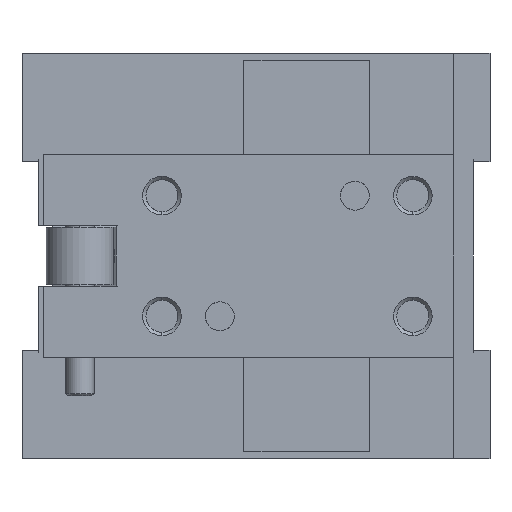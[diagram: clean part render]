
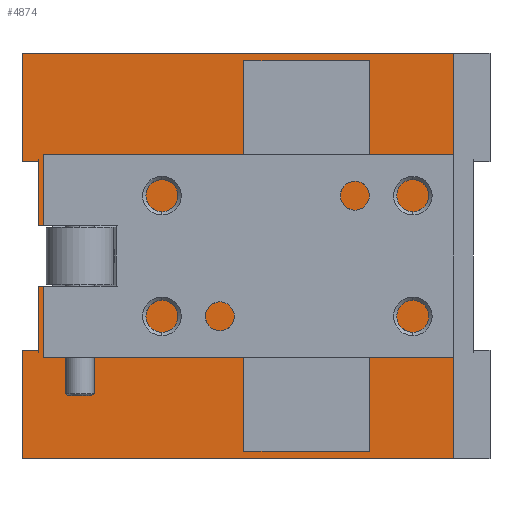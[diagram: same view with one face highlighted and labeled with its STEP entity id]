
A CAD part, left-side view. The second image highlights one B-rep face of the part: STEP entity #4874.
In plain terms, the highlighted planar face has unit normal (-1, 0, 0).
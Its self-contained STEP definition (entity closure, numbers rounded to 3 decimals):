
#1876 = VERTEX_POINT( '', #5496 );
#2102 = EDGE_CURVE( '', #3510, #5268, #5748, .T. );
#2342 = EDGE_CURVE( '', #5090, #2564, #6012, .T. );
#2506 = VERTEX_POINT( '', #6190 );
#2564 = VERTEX_POINT( '', #6256 );
#2582 = EDGE_CURVE( '', #4220, #4736, #6276, .T. );
#2600 = VERTEX_POINT( '', #6298 );
#2800 = VERTEX_POINT( '', #6529 );
#2898 = EDGE_CURVE( '', #3510, #4254, #6645, .T. );
#3150 = EDGE_CURVE( '', #4564, #3554, #6925, .T. );
#3170 = VERTEX_POINT( '', #6946 );
#3282 = EDGE_CURVE( '', #2600, #3734, #7076, .T. );
#3510 = VERTEX_POINT( '', #7329 );
#3520 = EDGE_CURVE( '', #4220, #4564, #7340, .T. );
#3554 = VERTEX_POINT( '', #7375 );
#3734 = VERTEX_POINT( '', #7576 );
#3968 = EDGE_CURVE( '', #4842, #2506, #7824, .T. );
#3972 = VERTEX_POINT( '', #7828 );
#4080 = EDGE_CURVE( '', #4842, #1876, #7945, .T. );
#4220 = VERTEX_POINT( '', #8104 );
#4248 = EDGE_CURVE( '', #3972, #1876, #8134, .T. );
#4254 = VERTEX_POINT( '', #8140 );
#4274 = EDGE_CURVE( '', #2800, #2600, #8160, .T. );
#4312 = EDGE_CURVE( '', #5268, #4640, #8203, .T. );
#4482 = EDGE_CURVE( '', #4736, #3554, #8397, .T. );
#4500 = VERTEX_POINT( '', #8418 );
#4538 = EDGE_CURVE( '', #2564, #3170, #8460, .T. );
#4564 = VERTEX_POINT( '', #8489 );
#4640 = VERTEX_POINT( '', #8574 );
#4736 = VERTEX_POINT( '', #8684 );
#4828 = EDGE_CURVE( '', #2506, #2800, #8790, .T. );
#4842 = VERTEX_POINT( '', #8804 );
#4874 = ADVANCED_FACE( '', ( #8837, #8838, #8839 ), #8840, .T. );
#4930 = EDGE_CURVE( '', #4254, #4640, #8905, .T. );
#4944 = EDGE_CURVE( '', #5214, #3972, #8919, .T. );
#5090 = VERTEX_POINT( '', #9090 );
#5214 = VERTEX_POINT( '', #9227 );
#5220 = EDGE_CURVE( '', #4500, #5090, #9233, .T. );
#5236 = EDGE_CURVE( '', #3734, #4500, #9251, .T. );
#5268 = VERTEX_POINT( '', #9285 );
#5308 = EDGE_CURVE( '', #3170, #5214, #9329, .T. );
#5496 = CARTESIAN_POINT( '', ( -32., 7.51, 42. ) );
#5748 = LINE( '', #9889, #9890 );
#6012 = LINE( '', #10254, #10255 );
#6190 = CARTESIAN_POINT( '', ( -32., 97., 19.551 ) );
#6256 = CARTESIAN_POINT( '', ( -32., 93.5, -19.551 ) );
#6276 = LINE( '', #10631, #10632 );
#6298 = CARTESIAN_POINT( '', ( -32., 93.5, 6.25 ) );
#6529 = CARTESIAN_POINT( '', ( -32., 93.5, 19.551 ) );
#6645 = LINE( '', #11177, #11178 );
#6925 = LINE( '', #11598, #11599 );
#6946 = CARTESIAN_POINT( '', ( -32., 97., -19.551 ) );
#7076 = LINE( '', #11794, #11795 );
#7329 = CARTESIAN_POINT( '', ( -32., 25., 40.5 ) );
#7340 = LINE( '', #12143, #12144 );
#7375 = CARTESIAN_POINT( '', ( -32., 51., -40.5 ) );
#7576 = CARTESIAN_POINT( '', ( -32., 57., 6.25 ) );
#7824 = LINE( '', #12893, #12894 );
#7828 = CARTESIAN_POINT( '', ( -32., 7.51, -42. ) );
#7945 = LINE( '', #13077, #13078 );
#8104 = CARTESIAN_POINT( '', ( -32., 25., -21. ) );
#8134 = LINE( '', #13330, #13331 );
#8140 = CARTESIAN_POINT( '', ( -32., 51., 40.5 ) );
#8160 = LINE( '', #13365, #13366 );
#8203 = LINE( '', #13424, #13425 );
#8397 = LINE( '', #13678, #13679 );
#8418 = CARTESIAN_POINT( '', ( -32., 57., -6.25 ) );
#8460 = LINE( '', #13780, #13781 );
#8489 = CARTESIAN_POINT( '', ( -32., 51., -21. ) );
#8574 = CARTESIAN_POINT( '', ( -32., 51., 21. ) );
#8684 = CARTESIAN_POINT( '', ( -32., 25., -40.5 ) );
#8790 = LINE( '', #14224, #14225 );
#8804 = CARTESIAN_POINT( '', ( -32., 97., 42. ) );
#8837 = FACE_OUTER_BOUND( '', #14292, .T. );
#8838 = FACE_BOUND( '', #14293, .T. );
#8839 = FACE_BOUND( '', #14294, .T. );
#8840 = PLANE( '', #14295 );
#8905 = LINE( '', #14376, #14377 );
#8919 = LINE( '', #14398, #14399 );
#9090 = CARTESIAN_POINT( '', ( -32., 93.5, -6.25 ) );
#9227 = CARTESIAN_POINT( '', ( -32., 97., -42. ) );
#9233 = LINE( '', #14851, #14852 );
#9251 = LINE( '', #14874, #14875 );
#9285 = CARTESIAN_POINT( '', ( -32., 25., 21. ) );
#9329 = LINE( '', #14991, #14992 );
#9889 = CARTESIAN_POINT( '', ( -32., 25., 42. ) );
#9890 = VECTOR( '', #15515, 1. );
#10254 = CARTESIAN_POINT( '', ( -32., 93.5, 21. ) );
#10255 = VECTOR( '', #15819, 1. );
#10631 = CARTESIAN_POINT( '', ( -32., 25., 42. ) );
#10632 = VECTOR( '', #16091, 1. );
#11177 = CARTESIAN_POINT( '', ( -32., 0., 40.5 ) );
#11178 = VECTOR( '', #16583, 1. );
#11598 = CARTESIAN_POINT( '', ( -32., 51., 42. ) );
#11599 = VECTOR( '', #16919, 1. );
#11794 = CARTESIAN_POINT( '', ( -32., 61., 6.25 ) );
#11795 = VECTOR( '', #17115, 1. );
#12143 = CARTESIAN_POINT( '', ( -32., 0., -21. ) );
#12144 = VECTOR( '', #17431, 1. );
#12893 = CARTESIAN_POINT( '', ( -32., 97., 42. ) );
#12894 = VECTOR( '', #17948, 1. );
#13077 = CARTESIAN_POINT( '', ( -32., 97., 42. ) );
#13078 = VECTOR( '', #18074, 1. );
#13330 = CARTESIAN_POINT( '', ( -32., 7.51, 21. ) );
#13331 = VECTOR( '', #18279, 1. );
#13365 = CARTESIAN_POINT( '', ( -32., 93.5, 21. ) );
#13366 = VECTOR( '', #18291, 1. );
#13424 = CARTESIAN_POINT( '', ( -32., 0., 21. ) );
#13425 = VECTOR( '', #18353, 1. );
#13678 = CARTESIAN_POINT( '', ( -32., 0., -40.5 ) );
#13679 = VECTOR( '', #18581, 1. );
#13780 = CARTESIAN_POINT( '', ( -32., 95.25, -19.551 ) );
#13781 = VECTOR( '', #18668, 1. );
#14224 = CARTESIAN_POINT( '', ( -32., 95.25, 19.551 ) );
#14225 = VECTOR( '', #19077, 1. );
#14292 = EDGE_LOOP( '', ( #19117, #19118, #19119, #19120, #19121, #19122, #19123, #19124, #19125, #19126, #19127, #19128 ) );
#14293 = EDGE_LOOP( '', ( #19129, #19130, #19131, #19132 ) );
#14294 = EDGE_LOOP( '', ( #19133, #19134, #19135, #19136 ) );
#14295 = AXIS2_PLACEMENT_3D( '', #19137, #19138, #19139 );
#14376 = CARTESIAN_POINT( '', ( -32., 51., 42. ) );
#14377 = VECTOR( '', #19246, 1. );
#14398 = CARTESIAN_POINT( '', ( -32., 25., -42. ) );
#14399 = VECTOR( '', #19255, 1. );
#14851 = CARTESIAN_POINT( '', ( -32., 41., -6.25 ) );
#14852 = VECTOR( '', #19627, 1. );
#14874 = CARTESIAN_POINT( '', ( -32., 57., 24.125 ) );
#14875 = VECTOR( '', #19648, 1. );
#14991 = CARTESIAN_POINT( '', ( -32., 97., 42. ) );
#14992 = VECTOR( '', #19739, 1. );
#15515 = DIRECTION( '', ( 0., 0., -1. ) );
#15819 = DIRECTION( '', ( 0., 0., -1. ) );
#16091 = DIRECTION( '', ( 0., 0., -1. ) );
#16583 = DIRECTION( '', ( 0., 1., 0. ) );
#16919 = DIRECTION( '', ( 0., 0., -1. ) );
#17115 = DIRECTION( '', ( 0., -1., 0. ) );
#17431 = DIRECTION( '', ( 0., 1., 0. ) );
#17948 = DIRECTION( '', ( 0., 0., -1. ) );
#18074 = DIRECTION( '', ( 0., -1., 0. ) );
#18279 = DIRECTION( '', ( 0., 0., 1. ) );
#18291 = DIRECTION( '', ( 0., 0., -1. ) );
#18353 = DIRECTION( '', ( 0., 1., 0. ) );
#18581 = DIRECTION( '', ( 0., 1., 0. ) );
#18668 = DIRECTION( '', ( 0., 1., 0. ) );
#19077 = DIRECTION( '', ( 0., -1., 0. ) );
#19117 = ORIENTED_EDGE( '', *, *, #4248, .T. );
#19118 = ORIENTED_EDGE( '', *, *, #4080, .F. );
#19119 = ORIENTED_EDGE( '', *, *, #3968, .T. );
#19120 = ORIENTED_EDGE( '', *, *, #4828, .T. );
#19121 = ORIENTED_EDGE( '', *, *, #4274, .T. );
#19122 = ORIENTED_EDGE( '', *, *, #3282, .T. );
#19123 = ORIENTED_EDGE( '', *, *, #5236, .T. );
#19124 = ORIENTED_EDGE( '', *, *, #5220, .T. );
#19125 = ORIENTED_EDGE( '', *, *, #2342, .T. );
#19126 = ORIENTED_EDGE( '', *, *, #4538, .T. );
#19127 = ORIENTED_EDGE( '', *, *, #5308, .T. );
#19128 = ORIENTED_EDGE( '', *, *, #4944, .T. );
#19129 = ORIENTED_EDGE( '', *, *, #2582, .T. );
#19130 = ORIENTED_EDGE( '', *, *, #4482, .T. );
#19131 = ORIENTED_EDGE( '', *, *, #3150, .F. );
#19132 = ORIENTED_EDGE( '', *, *, #3520, .F. );
#19133 = ORIENTED_EDGE( '', *, *, #2102, .T. );
#19134 = ORIENTED_EDGE( '', *, *, #4312, .T. );
#19135 = ORIENTED_EDGE( '', *, *, #4930, .F. );
#19136 = ORIENTED_EDGE( '', *, *, #2898, .F. );
#19137 = CARTESIAN_POINT( '', ( -32., 25., 42. ) );
#19138 = DIRECTION( '', ( -1., 0., 0. ) );
#19139 = DIRECTION( '', ( 0., 1., 0. ) );
#19246 = DIRECTION( '', ( 0., 0., -1. ) );
#19255 = DIRECTION( '', ( 0., -1., 0. ) );
#19627 = DIRECTION( '', ( 0., 1., 0. ) );
#19648 = DIRECTION( '', ( 0., 0., -1. ) );
#19739 = DIRECTION( '', ( 0., 0., -1. ) );
